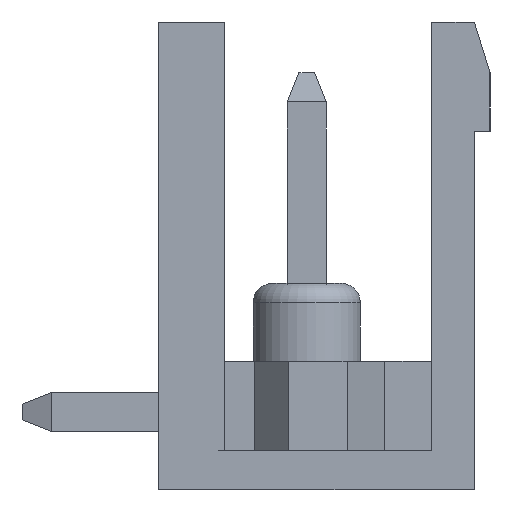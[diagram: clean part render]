
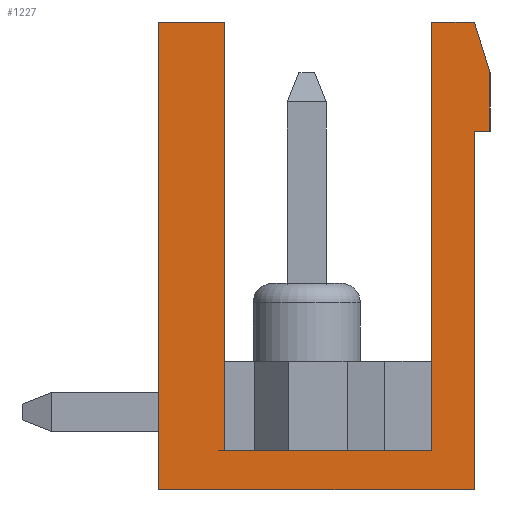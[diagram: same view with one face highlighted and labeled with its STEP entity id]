
A CAD part, left-side view. The second image highlights one B-rep face of the part: STEP entity #1227.
In plain terms, the highlighted planar face has unit normal (-1, 0, 0).
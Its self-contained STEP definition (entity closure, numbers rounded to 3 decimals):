
#1227 = ADVANCED_FACE( '', ( #2967 ), #2968, .F. );
#2967 = FACE_OUTER_BOUND( '', #5343, .T. );
#2968 = PLANE( '', #5344 );
#5343 = EDGE_LOOP( '', ( #8427, #8428, #8429, #8430, #8431, #8432, #8433, #8434, #8435, #8436, #8437 ) );
#5344 = AXIS2_PLACEMENT_3D( '', #8438, #8439, #8440 );
#8427 = ORIENTED_EDGE( '', *, *, #15389, .T. );
#8428 = ORIENTED_EDGE( '', *, *, #15390, .F. );
#8429 = ORIENTED_EDGE( '', *, *, #15391, .F. );
#8430 = ORIENTED_EDGE( '', *, *, #15392, .F. );
#8431 = ORIENTED_EDGE( '', *, *, #15393, .T. );
#8432 = ORIENTED_EDGE( '', *, *, #15394, .F. );
#8433 = ORIENTED_EDGE( '', *, *, #15395, .F. );
#8434 = ORIENTED_EDGE( '', *, *, #15396, .F. );
#8435 = ORIENTED_EDGE( '', *, *, #15397, .T. );
#8436 = ORIENTED_EDGE( '', *, *, #15398, .T. );
#8437 = ORIENTED_EDGE( '', *, *, #15301, .F. );
#8438 = CARTESIAN_POINT( '', ( -55.88, 0., 0. ) );
#8439 = DIRECTION( '', ( 1., 0., 0. ) );
#8440 = DIRECTION( '', ( 0., 0., -1. ) );
#15301 = EDGE_CURVE( '', #18691, #18692, #18693, .T. );
#15389 = EDGE_CURVE( '', #18691, #18848, #18849, .T. );
#15390 = EDGE_CURVE( '', #18850, #18848, #18851, .T. );
#15391 = EDGE_CURVE( '', #18852, #18850, #18853, .T. );
#15392 = EDGE_CURVE( '', #18854, #18852, #18855, .T. );
#15393 = EDGE_CURVE( '', #18854, #18856, #18857, .T. );
#15394 = EDGE_CURVE( '', #18858, #18856, #18859, .T. );
#15395 = EDGE_CURVE( '', #18860, #18858, #18861, .T. );
#15396 = EDGE_CURVE( '', #18862, #18860, #18863, .T. );
#15397 = EDGE_CURVE( '', #18862, #18864, #18865, .T. );
#15398 = EDGE_CURVE( '', #18864, #18692, #18866, .T. );
#18691 = VERTEX_POINT( '', #23499 );
#18692 = VERTEX_POINT( '', #23500 );
#18693 = LINE( '', #23501, #23502 );
#18848 = VERTEX_POINT( '', #23733 );
#18849 = LINE( '', #23734, #23735 );
#18850 = VERTEX_POINT( '', #23736 );
#18851 = LINE( '', #23737, #23738 );
#18852 = VERTEX_POINT( '', #23739 );
#18853 = LINE( '', #23740, #23741 );
#18854 = VERTEX_POINT( '', #23742 );
#18855 = LINE( '', #23743, #23744 );
#18856 = VERTEX_POINT( '', #23745 );
#18857 = LINE( '', #23746, #23747 );
#18858 = VERTEX_POINT( '', #23748 );
#18859 = LINE( '', #23749, #23750 );
#18860 = VERTEX_POINT( '', #23751 );
#18861 = LINE( '', #23752, #23753 );
#18862 = VERTEX_POINT( '', #23754 );
#18863 = LINE( '', #23755, #23756 );
#18864 = VERTEX_POINT( '', #23757 );
#18865 = LINE( '', #23758, #23759 );
#18866 = LINE( '', #23760, #23761 );
#23499 = CARTESIAN_POINT( '', ( -55.88, -4.45, 4.7 ) );
#23500 = CARTESIAN_POINT( '', ( -55.88, -4.45, 3.2 ) );
#23501 = CARTESIAN_POINT( '', ( -55.88, -4.45, 6. ) );
#23502 = VECTOR( '', #28842, 1000. );
#23733 = CARTESIAN_POINT( '', ( -55.88, -4.05, 6. ) );
#23734 = CARTESIAN_POINT( '', ( -55.88, -4.45, 4.7 ) );
#23735 = VECTOR( '', #28931, 1000. );
#23736 = CARTESIAN_POINT( '', ( -55.88, -2.95, 6. ) );
#23737 = CARTESIAN_POINT( '', ( -55.88, 4.05, 6. ) );
#23738 = VECTOR( '', #28932, 1000. );
#23739 = CARTESIAN_POINT( '', ( -55.88, -2.95, -5. ) );
#23740 = CARTESIAN_POINT( '', ( -55.88, -2.95, -5. ) );
#23741 = VECTOR( '', #28933, 1000. );
#23742 = CARTESIAN_POINT( '', ( -55.88, 2.35, -5. ) );
#23743 = CARTESIAN_POINT( '', ( -55.88, 2.35, -5. ) );
#23744 = VECTOR( '', #28934, 1000. );
#23745 = CARTESIAN_POINT( '', ( -55.88, 2.35, 6. ) );
#23746 = CARTESIAN_POINT( '', ( -55.88, 2.35, -5. ) );
#23747 = VECTOR( '', #28935, 1000. );
#23748 = CARTESIAN_POINT( '', ( -55.88, 4.05, 6. ) );
#23749 = CARTESIAN_POINT( '', ( -55.88, 4.05, 6. ) );
#23750 = VECTOR( '', #28936, 1000. );
#23751 = CARTESIAN_POINT( '', ( -55.88, 4.05, -6. ) );
#23752 = CARTESIAN_POINT( '', ( -55.88, 4.05, -6. ) );
#23753 = VECTOR( '', #28937, 1000. );
#23754 = CARTESIAN_POINT( '', ( -55.88, -4.05, -6. ) );
#23755 = CARTESIAN_POINT( '', ( -55.88, -4.45, -6. ) );
#23756 = VECTOR( '', #28938, 1000. );
#23757 = CARTESIAN_POINT( '', ( -55.88, -4.05, 3.2 ) );
#23758 = CARTESIAN_POINT( '', ( -55.88, -4.05, -6. ) );
#23759 = VECTOR( '', #28939, 1000. );
#23760 = CARTESIAN_POINT( '', ( -55.88, -4.05, 3.2 ) );
#23761 = VECTOR( '', #28940, 1000. );
#28842 = DIRECTION( '', ( 0., 0., -1. ) );
#28931 = DIRECTION( '', ( 0., 0.294, 0.956 ) );
#28932 = DIRECTION( '', ( 0., -1., 0. ) );
#28933 = DIRECTION( '', ( 0., 0., 1. ) );
#28934 = DIRECTION( '', ( 0., -1., 0. ) );
#28935 = DIRECTION( '', ( 0., 0., 1. ) );
#28936 = DIRECTION( '', ( 0., -1., 0. ) );
#28937 = DIRECTION( '', ( 0., 0., 1. ) );
#28938 = DIRECTION( '', ( 0., 1., 0. ) );
#28939 = DIRECTION( '', ( 0., 0., 1. ) );
#28940 = DIRECTION( '', ( 0., -1., 0. ) );
